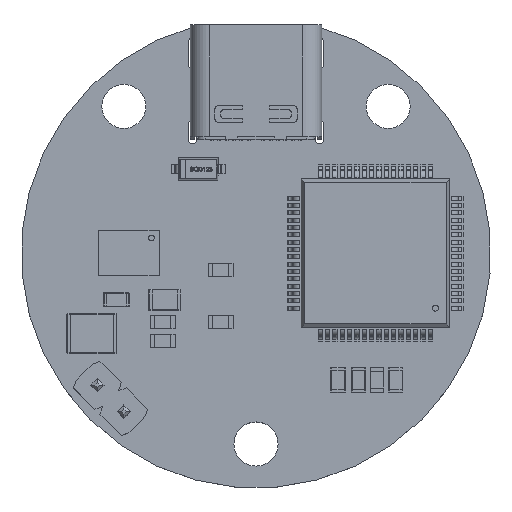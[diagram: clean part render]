
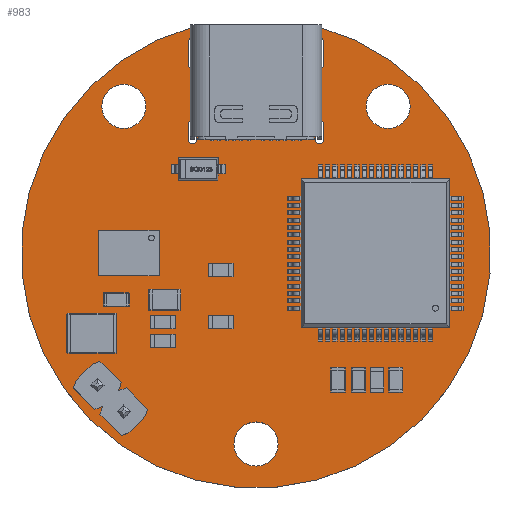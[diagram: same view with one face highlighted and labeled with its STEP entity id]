
A CAD part, top view. The second image highlights one B-rep face of the part: STEP entity #983.
In plain terms, the highlighted planar face has unit normal (0, 0, 1).
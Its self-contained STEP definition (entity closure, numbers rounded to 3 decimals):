
#200 = VERTEX_POINT('',#201);
#201 = CARTESIAN_POINT('',(-4.141,15.455,1.59));
#207 = EDGE_CURVE('',#200,#208,#210,.T.);
#208 = VERTEX_POINT('',#209);
#209 = CARTESIAN_POINT('',(4.141,15.455,1.59));
#210 = CIRCLE('',#211,16.);
#211 = AXIS2_PLACEMENT_3D('',#212,#213,#214);
#212 = CARTESIAN_POINT('',(0.,0.,1.59));
#213 = DIRECTION('',(0.,0.,1.));
#214 = DIRECTION('',(-0.259,0.966,-0.));
#240 = EDGE_CURVE('',#208,#200,#241,.T.);
#241 = LINE('',#242,#243);
#242 = CARTESIAN_POINT('',(4.141,15.455,1.59));
#243 = VECTOR('',#244,1.);
#244 = DIRECTION('',(-1.,0.,0.));
#264 = VERTEX_POINT('',#265);
#265 = CARTESIAN_POINT('',(-10.254,-9.008,1.59));
#271 = EDGE_CURVE('',#264,#264,#272,.T.);
#272 = CIRCLE('',#273,0.55);
#273 = AXIS2_PLACEMENT_3D('',#274,#275,#276);
#274 = CARTESIAN_POINT('',(-10.804,-9.008,1.59));
#275 = DIRECTION('',(0.,0.,1.));
#276 = DIRECTION('',(1.,0.,-0.));
#297 = VERTEX_POINT('',#298);
#298 = CARTESIAN_POINT('',(-8.458,-10.804,1.59));
#304 = EDGE_CURVE('',#297,#297,#305,.T.);
#305 = CIRCLE('',#306,0.55);
#306 = AXIS2_PLACEMENT_3D('',#307,#308,#309);
#307 = CARTESIAN_POINT('',(-9.008,-10.804,1.59));
#308 = DIRECTION('',(0.,0.,1.));
#309 = DIRECTION('',(1.,0.,-0.));
#330 = VERTEX_POINT('',#331);
#331 = CARTESIAN_POINT('',(-7.5,10.,1.59));
#337 = EDGE_CURVE('',#330,#330,#338,.T.);
#338 = CIRCLE('',#339,1.5);
#339 = AXIS2_PLACEMENT_3D('',#340,#341,#342);
#340 = CARTESIAN_POINT('',(-9.,10.,1.59));
#341 = DIRECTION('',(0.,0.,1.));
#342 = DIRECTION('',(1.,0.,-0.));
#363 = VERTEX_POINT('',#364);
#364 = CARTESIAN_POINT('',(-4.02,14.36,1.59));
#370 = EDGE_CURVE('',#363,#371,#373,.T.);
#371 = VERTEX_POINT('',#372);
#372 = CARTESIAN_POINT('',(-4.62,14.36,1.59));
#373 = CIRCLE('',#374,0.3);
#374 = AXIS2_PLACEMENT_3D('',#375,#376,#377);
#375 = CARTESIAN_POINT('',(-4.32,14.36,1.59));
#376 = DIRECTION('',(0.,0.,1.));
#377 = DIRECTION('',(1.,0.,-0.));
#405 = VERTEX_POINT('',#406);
#406 = CARTESIAN_POINT('',(-4.02,12.86,1.59));
#412 = EDGE_CURVE('',#405,#363,#413,.T.);
#413 = LINE('',#414,#415);
#414 = CARTESIAN_POINT('',(-4.02,12.86,1.59));
#415 = VECTOR('',#416,1.);
#416 = DIRECTION('',(0.,1.,0.));
#436 = VERTEX_POINT('',#437);
#437 = CARTESIAN_POINT('',(-4.62,12.86,1.59));
#443 = EDGE_CURVE('',#436,#405,#444,.T.);
#444 = CIRCLE('',#445,0.3);
#445 = AXIS2_PLACEMENT_3D('',#446,#447,#448);
#446 = CARTESIAN_POINT('',(-4.32,12.86,1.59));
#447 = DIRECTION('',(0.,0.,1.));
#448 = DIRECTION('',(-1.,0.,-0.));
#467 = EDGE_CURVE('',#371,#436,#468,.T.);
#468 = LINE('',#469,#470);
#469 = CARTESIAN_POINT('',(-4.62,14.36,1.59));
#470 = VECTOR('',#471,1.);
#471 = DIRECTION('',(0.,-1.,0.));
#491 = VERTEX_POINT('',#492);
#492 = CARTESIAN_POINT('',(-4.02,8.75,1.59));
#498 = EDGE_CURVE('',#491,#499,#501,.T.);
#499 = VERTEX_POINT('',#500);
#500 = CARTESIAN_POINT('',(-4.62,8.75,1.59));
#501 = CIRCLE('',#502,0.3);
#502 = AXIS2_PLACEMENT_3D('',#503,#504,#505);
#503 = CARTESIAN_POINT('',(-4.32,8.75,1.59));
#504 = DIRECTION('',(0.,0.,1.));
#505 = DIRECTION('',(1.,0.,-0.));
#533 = VERTEX_POINT('',#534);
#534 = CARTESIAN_POINT('',(-4.02,7.75,1.59));
#540 = EDGE_CURVE('',#533,#491,#541,.T.);
#541 = LINE('',#542,#543);
#542 = CARTESIAN_POINT('',(-4.02,7.75,1.59));
#543 = VECTOR('',#544,1.);
#544 = DIRECTION('',(0.,1.,0.));
#564 = VERTEX_POINT('',#565);
#565 = CARTESIAN_POINT('',(-4.62,7.75,1.59));
#571 = EDGE_CURVE('',#564,#533,#572,.T.);
#572 = CIRCLE('',#573,0.3);
#573 = AXIS2_PLACEMENT_3D('',#574,#575,#576);
#574 = CARTESIAN_POINT('',(-4.32,7.75,1.59));
#575 = DIRECTION('',(0.,0.,1.));
#576 = DIRECTION('',(-1.,0.,-0.));
#595 = EDGE_CURVE('',#499,#564,#596,.T.);
#596 = LINE('',#597,#598);
#597 = CARTESIAN_POINT('',(-4.62,8.75,1.59));
#598 = VECTOR('',#599,1.);
#599 = DIRECTION('',(0.,-1.,0.));
#619 = VERTEX_POINT('',#620);
#620 = CARTESIAN_POINT('',(1.5,-13.,1.59));
#626 = EDGE_CURVE('',#619,#619,#627,.T.);
#627 = CIRCLE('',#628,1.5);
#628 = AXIS2_PLACEMENT_3D('',#629,#630,#631);
#629 = CARTESIAN_POINT('',(0.,-13.,1.59));
#630 = DIRECTION('',(0.,0.,1.));
#631 = DIRECTION('',(1.,0.,-0.));
#652 = VERTEX_POINT('',#653);
#653 = CARTESIAN_POINT('',(4.62,8.75,1.59));
#659 = EDGE_CURVE('',#652,#660,#662,.T.);
#660 = VERTEX_POINT('',#661);
#661 = CARTESIAN_POINT('',(4.02,8.75,1.59));
#662 = CIRCLE('',#663,0.3);
#663 = AXIS2_PLACEMENT_3D('',#664,#665,#666);
#664 = CARTESIAN_POINT('',(4.32,8.75,1.59));
#665 = DIRECTION('',(0.,0.,1.));
#666 = DIRECTION('',(1.,0.,-0.));
#694 = VERTEX_POINT('',#695);
#695 = CARTESIAN_POINT('',(4.62,7.75,1.59));
#701 = EDGE_CURVE('',#694,#652,#702,.T.);
#702 = LINE('',#703,#704);
#703 = CARTESIAN_POINT('',(4.62,7.75,1.59));
#704 = VECTOR('',#705,1.);
#705 = DIRECTION('',(0.,1.,0.));
#725 = VERTEX_POINT('',#726);
#726 = CARTESIAN_POINT('',(4.02,7.75,1.59));
#732 = EDGE_CURVE('',#725,#694,#733,.T.);
#733 = CIRCLE('',#734,0.3);
#734 = AXIS2_PLACEMENT_3D('',#735,#736,#737);
#735 = CARTESIAN_POINT('',(4.32,7.75,1.59));
#736 = DIRECTION('',(0.,0.,1.));
#737 = DIRECTION('',(-1.,0.,-0.));
#756 = EDGE_CURVE('',#660,#725,#757,.T.);
#757 = LINE('',#758,#759);
#758 = CARTESIAN_POINT('',(4.02,8.75,1.59));
#759 = VECTOR('',#760,1.);
#760 = DIRECTION('',(0.,-1.,0.));
#780 = VERTEX_POINT('',#781);
#781 = CARTESIAN_POINT('',(10.5,10.,1.59));
#787 = EDGE_CURVE('',#780,#780,#788,.T.);
#788 = CIRCLE('',#789,1.5);
#789 = AXIS2_PLACEMENT_3D('',#790,#791,#792);
#790 = CARTESIAN_POINT('',(9.,10.,1.59));
#791 = DIRECTION('',(0.,0.,1.));
#792 = DIRECTION('',(1.,0.,-0.));
#813 = VERTEX_POINT('',#814);
#814 = CARTESIAN_POINT('',(4.62,14.36,1.59));
#820 = EDGE_CURVE('',#813,#821,#823,.T.);
#821 = VERTEX_POINT('',#822);
#822 = CARTESIAN_POINT('',(4.02,14.36,1.59));
#823 = CIRCLE('',#824,0.3);
#824 = AXIS2_PLACEMENT_3D('',#825,#826,#827);
#825 = CARTESIAN_POINT('',(4.32,14.36,1.59));
#826 = DIRECTION('',(0.,0.,1.));
#827 = DIRECTION('',(1.,0.,-0.));
#855 = VERTEX_POINT('',#856);
#856 = CARTESIAN_POINT('',(4.62,12.86,1.59));
#862 = EDGE_CURVE('',#855,#813,#863,.T.);
#863 = LINE('',#864,#865);
#864 = CARTESIAN_POINT('',(4.62,12.86,1.59));
#865 = VECTOR('',#866,1.);
#866 = DIRECTION('',(0.,1.,0.));
#886 = VERTEX_POINT('',#887);
#887 = CARTESIAN_POINT('',(4.02,12.86,1.59));
#893 = EDGE_CURVE('',#886,#855,#894,.T.);
#894 = CIRCLE('',#895,0.3);
#895 = AXIS2_PLACEMENT_3D('',#896,#897,#898);
#896 = CARTESIAN_POINT('',(4.32,12.86,1.59));
#897 = DIRECTION('',(0.,0.,1.));
#898 = DIRECTION('',(-1.,0.,-0.));
#917 = EDGE_CURVE('',#821,#886,#918,.T.);
#918 = LINE('',#919,#920);
#919 = CARTESIAN_POINT('',(4.02,14.36,1.59));
#920 = VECTOR('',#921,1.);
#921 = DIRECTION('',(0.,-1.,0.));
#983 = ADVANCED_FACE('',(#984,#988,#991,#994,#997,#1003,#1009,#1012,
    #1018,#1021),#1027,.T.);
#984 = FACE_BOUND('',#985,.T.);
#985 = EDGE_LOOP('',(#986,#987));
#986 = ORIENTED_EDGE('',*,*,#207,.T.);
#987 = ORIENTED_EDGE('',*,*,#240,.T.);
#988 = FACE_BOUND('',#989,.T.);
#989 = EDGE_LOOP('',(#990));
#990 = ORIENTED_EDGE('',*,*,#271,.F.);
#991 = FACE_BOUND('',#992,.T.);
#992 = EDGE_LOOP('',(#993));
#993 = ORIENTED_EDGE('',*,*,#304,.F.);
#994 = FACE_BOUND('',#995,.T.);
#995 = EDGE_LOOP('',(#996));
#996 = ORIENTED_EDGE('',*,*,#337,.F.);
#997 = FACE_BOUND('',#998,.T.);
#998 = EDGE_LOOP('',(#999,#1000,#1001,#1002));
#999 = ORIENTED_EDGE('',*,*,#370,.F.);
#1000 = ORIENTED_EDGE('',*,*,#412,.F.);
#1001 = ORIENTED_EDGE('',*,*,#443,.F.);
#1002 = ORIENTED_EDGE('',*,*,#467,.F.);
#1003 = FACE_BOUND('',#1004,.T.);
#1004 = EDGE_LOOP('',(#1005,#1006,#1007,#1008));
#1005 = ORIENTED_EDGE('',*,*,#498,.F.);
#1006 = ORIENTED_EDGE('',*,*,#540,.F.);
#1007 = ORIENTED_EDGE('',*,*,#571,.F.);
#1008 = ORIENTED_EDGE('',*,*,#595,.F.);
#1009 = FACE_BOUND('',#1010,.T.);
#1010 = EDGE_LOOP('',(#1011));
#1011 = ORIENTED_EDGE('',*,*,#626,.F.);
#1012 = FACE_BOUND('',#1013,.T.);
#1013 = EDGE_LOOP('',(#1014,#1015,#1016,#1017));
#1014 = ORIENTED_EDGE('',*,*,#659,.F.);
#1015 = ORIENTED_EDGE('',*,*,#701,.F.);
#1016 = ORIENTED_EDGE('',*,*,#732,.F.);
#1017 = ORIENTED_EDGE('',*,*,#756,.F.);
#1018 = FACE_BOUND('',#1019,.T.);
#1019 = EDGE_LOOP('',(#1020));
#1020 = ORIENTED_EDGE('',*,*,#787,.F.);
#1021 = FACE_BOUND('',#1022,.T.);
#1022 = EDGE_LOOP('',(#1023,#1024,#1025,#1026));
#1023 = ORIENTED_EDGE('',*,*,#820,.F.);
#1024 = ORIENTED_EDGE('',*,*,#862,.F.);
#1025 = ORIENTED_EDGE('',*,*,#893,.F.);
#1026 = ORIENTED_EDGE('',*,*,#917,.F.);
#1027 = PLANE('',#1028);
#1028 = AXIS2_PLACEMENT_3D('',#1029,#1030,#1031);
#1029 = CARTESIAN_POINT('',(0.,0.598,
    1.59));
#1030 = DIRECTION('',(0.,0.,1.));
#1031 = DIRECTION('',(1.,0.,-0.));
